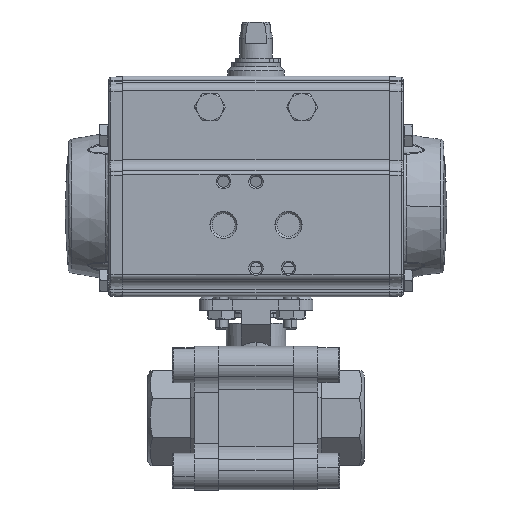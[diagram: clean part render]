
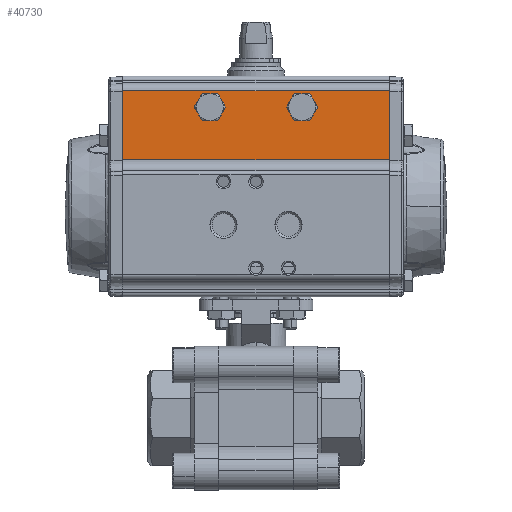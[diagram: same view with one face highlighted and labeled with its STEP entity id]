
A CAD part, top view. The second image highlights one B-rep face of the part: STEP entity #40730.
In plain terms, the highlighted planar face has unit normal (0, 0, 1).
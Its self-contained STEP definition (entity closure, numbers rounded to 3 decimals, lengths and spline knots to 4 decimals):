
#1980 = DIRECTION ( 'NONE',  ( 1., 0., 0. ) ) ;
#2147 = DIRECTION ( 'NONE',  ( 0., 0., -1. ) ) ;
#2444 = DIRECTION ( 'NONE',  ( 1., 0., 0. ) ) ;
#3385 = FACE_BOUND ( 'NONE', #15312, .T. ) ;
#5159 = LINE ( 'NONE', #17139, #6859 ) ;
#6816 = CARTESIAN_POINT ( 'NONE',  ( -1.9409, 4.7559, 1.1024 ) ) ;
#6859 = VECTOR ( 'NONE', #43631, 39.3701 ) ;
#7695 = CARTESIAN_POINT ( 'NONE',  ( 1.9409, 1.7638, 1.1024 ) ) ;
#7767 = CARTESIAN_POINT ( 'NONE',  ( -1.9409, 1.7638, 1.1024 ) ) ;
#11373 = CARTESIAN_POINT ( 'NONE',  ( 0.4724, 4.5197, 1.1024 ) ) ;
#11657 = VERTEX_POINT ( 'NONE', #6816 ) ;
#12194 = VERTEX_POINT ( 'NONE', #40514 ) ;
#13319 = DIRECTION ( 'NONE',  ( 0., 1., 0. ) ) ;
#13397 = ORIENTED_EDGE ( 'NONE', *, *, #52561, .F. ) ;
#14004 = CARTESIAN_POINT ( 'NONE',  ( 1.9409, 4.7559, 1.1024 ) ) ;
#15312 = EDGE_LOOP ( 'NONE', ( #43046, #24413 ) ) ;
#16196 = EDGE_LOOP ( 'NONE', ( #13397, #17551, #50665, #25794 ) ) ;
#17139 = CARTESIAN_POINT ( 'NONE',  ( 1.9409, 4.7559, 1.1024 ) ) ;
#17551 = ORIENTED_EDGE ( 'NONE', *, *, #19943, .F. ) ;
#18051 = CIRCLE ( 'NONE', #61436, 0.1969 ) ;
#18955 = ORIENTED_EDGE ( 'NONE', *, *, #49663, .T. ) ;
#19943 = EDGE_CURVE ( 'NONE', #12194, #11657, #62524, .T. ) ;
#20249 = LINE ( 'NONE', #59712, #59692 ) ;
#20511 = CIRCLE ( 'NONE', #52876, 0.1969 ) ;
#20945 = CARTESIAN_POINT ( 'NONE',  ( 1.9409, 3.752, 1.1024 ) ) ;
#21832 = EDGE_CURVE ( 'NONE', #42880, #30886, #52294, .T. ) ;
#22194 = DIRECTION ( 'NONE',  ( 1., 0., 0. ) ) ;
#24413 = ORIENTED_EDGE ( 'NONE', *, *, #32323, .T. ) ;
#24458 = DIRECTION ( 'NONE',  ( 0., 0., -1. ) ) ;
#25794 = ORIENTED_EDGE ( 'NONE', *, *, #30433, .T. ) ;
#28302 = PLANE ( 'NONE',  #64708 ) ;
#30433 = EDGE_CURVE ( 'NONE', #45550, #67786, #46724, .T. ) ;
#30886 = VERTEX_POINT ( 'NONE', #11373 ) ;
#31281 = CARTESIAN_POINT ( 'NONE',  ( -0.6693, 4.5197, 1.1024 ) ) ;
#31932 = FACE_OUTER_BOUND ( 'NONE', #16196, .T. ) ;
#32012 = EDGE_LOOP ( 'NONE', ( #18955, #58765 ) ) ;
#32323 = EDGE_CURVE ( 'NONE', #30886, #42880, #34164, .T. ) ;
#32517 = VECTOR ( 'NONE', #13319, 39.3701 ) ;
#33700 = AXIS2_PLACEMENT_3D ( 'NONE', #56571, #24458, #61933 ) ;
#34151 = DIRECTION ( 'NONE',  ( 0., 0., 1. ) ) ;
#34164 = CIRCLE ( 'NONE', #46016, 0.1969 ) ;
#34313 = CARTESIAN_POINT ( 'NONE',  ( -0.6693, 4.5197, 1.1024 ) ) ;
#34610 = DIRECTION ( 'NONE',  ( 0., 0., -1. ) ) ;
#36306 = CARTESIAN_POINT ( 'NONE',  ( 0.8661, 4.5197, 1.1024 ) ) ;
#36677 = DIRECTION ( 'NONE',  ( 1., 0., 0. ) ) ;
#39706 = DIRECTION ( 'NONE',  ( 1., 0., 0. ) ) ;
#40413 = CARTESIAN_POINT ( 'NONE',  ( -0.8661, 4.5197, 1.1024 ) ) ;
#40514 = CARTESIAN_POINT ( 'NONE',  ( -1.9409, 3.752, 1.1024 ) ) ;
#40730 = ADVANCED_FACE ( 'NONE', ( #31932, #47842, #3385 ), #28302, .T. ) ;
#42880 = VERTEX_POINT ( 'NONE', #36306 ) ;
#43046 = ORIENTED_EDGE ( 'NONE', *, *, #21832, .T. ) ;
#43631 = DIRECTION ( 'NONE',  ( 1., 0., 0. ) ) ;
#43990 = CARTESIAN_POINT ( 'NONE',  ( -1.9409, 3.752, 1.1024 ) ) ;
#45288 = DIRECTION ( 'NONE',  ( 0., 1., 0. ) ) ;
#45550 = VERTEX_POINT ( 'NONE', #20945 ) ;
#45857 = VERTEX_POINT ( 'NONE', #40413 ) ;
#46016 = AXIS2_PLACEMENT_3D ( 'NONE', #66735, #34610, #2444 ) ;
#46724 = LINE ( 'NONE', #7695, #32517 ) ;
#47842 = FACE_BOUND ( 'NONE', #32012, .T. ) ;
#48267 = VECTOR ( 'NONE', #45288, 39.3701 ) ;
#49336 = EDGE_CURVE ( 'NONE', #45857, #49686, #18051, .T. ) ;
#49663 = EDGE_CURVE ( 'NONE', #49686, #45857, #20511, .T. ) ;
#49686 = VERTEX_POINT ( 'NONE', #66671 ) ;
#50665 = ORIENTED_EDGE ( 'NONE', *, *, #52947, .T. ) ;
#52294 = CIRCLE ( 'NONE', #33700, 0.1969 ) ;
#52561 = EDGE_CURVE ( 'NONE', #11657, #67786, #5159, .T. ) ;
#52876 = AXIS2_PLACEMENT_3D ( 'NONE', #34313, #2147, #39706 ) ;
#52947 = EDGE_CURVE ( 'NONE', #12194, #45550, #20249, .T. ) ;
#56571 = CARTESIAN_POINT ( 'NONE',  ( 0.6693, 4.5197, 1.1024 ) ) ;
#58765 = ORIENTED_EDGE ( 'NONE', *, *, #49336, .T. ) ;
#59692 = VECTOR ( 'NONE', #22194, 39.3701 ) ;
#59712 = CARTESIAN_POINT ( 'NONE',  ( -1.9409, 3.752, 1.1024 ) ) ;
#61436 = AXIS2_PLACEMENT_3D ( 'NONE', #31281, #68803, #36677 ) ;
#61933 = DIRECTION ( 'NONE',  ( 1., 0., 0. ) ) ;
#62524 = LINE ( 'NONE', #7767, #48267 ) ;
#64708 = AXIS2_PLACEMENT_3D ( 'NONE', #43990, #34151, #1980 ) ;
#66671 = CARTESIAN_POINT ( 'NONE',  ( -0.4724, 4.5197, 1.1024 ) ) ;
#66735 = CARTESIAN_POINT ( 'NONE',  ( 0.6693, 4.5197, 1.1024 ) ) ;
#67786 = VERTEX_POINT ( 'NONE', #14004 ) ;
#68803 = DIRECTION ( 'NONE',  ( 0., 0., -1. ) ) ;
